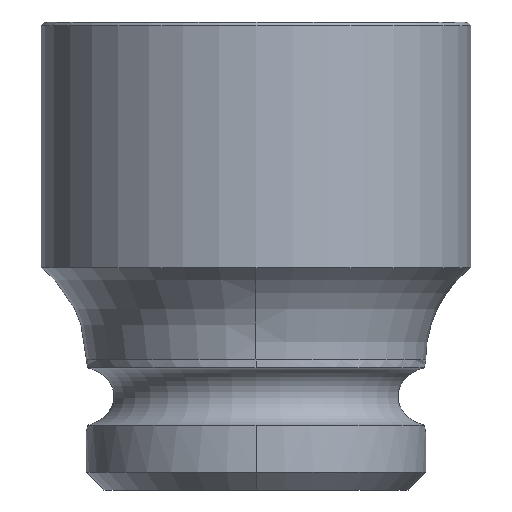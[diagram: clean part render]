
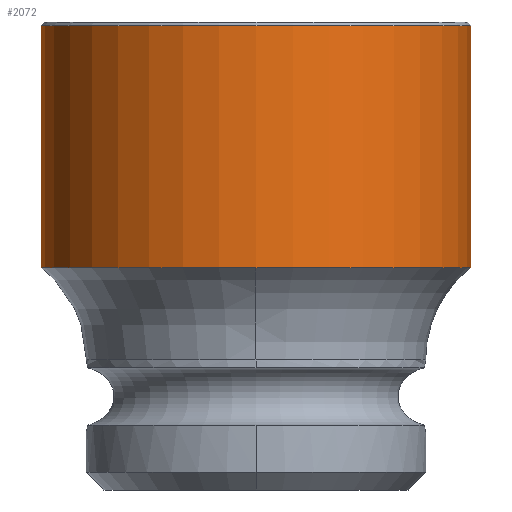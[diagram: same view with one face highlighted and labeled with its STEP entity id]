
A CAD part, left-side view. The second image highlights one B-rep face of the part: STEP entity #2072.
In plain terms, the highlighted cylindrical face has radius 18.35 mm (diameter 36.7 mm), a partial arc.
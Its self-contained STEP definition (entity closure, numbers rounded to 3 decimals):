
#430=DIRECTION('',(0.,0.,1.));
#431=VECTOR('',#430,20.7);
#432=CARTESIAN_POINT('',(0.,18.35,19.));
#433=LINE('',#432,#431);
#434=DIRECTION('',(0.,0.,1.));
#435=VECTOR('',#434,20.7);
#436=CARTESIAN_POINT('',(0.,-18.35,19.));
#437=LINE('',#436,#435);
#962=CARTESIAN_POINT('',(0.,0.,39.7));
#963=DIRECTION('',(0.,0.,1.));
#964=DIRECTION('',(0.,1.,0.));
#965=AXIS2_PLACEMENT_3D('',#962,#963,#964);
#967=CARTESIAN_POINT('',(0.,0.,19.));
#968=DIRECTION('',(0.,0.,1.));
#969=DIRECTION('',(-1.,0.,0.));
#970=AXIS2_PLACEMENT_3D('',#967,#968,#969);
#972=CARTESIAN_POINT('',(0.,0.,19.));
#973=DIRECTION('',(0.,0.,1.));
#974=DIRECTION('',(0.,1.,0.));
#975=AXIS2_PLACEMENT_3D('',#972,#973,#974);
#1076=CARTESIAN_POINT('',(0.,18.35,19.));
#1077=CARTESIAN_POINT('',(-18.35,0.,19.));
#1078=VERTEX_POINT('',#1076);
#1079=VERTEX_POINT('',#1077);
#1084=CARTESIAN_POINT('',(0.,-18.35,19.));
#1085=VERTEX_POINT('',#1084);
#1117=CARTESIAN_POINT('',(0.,-18.35,39.7));
#1118=CARTESIAN_POINT('',(0.,18.35,39.7));
#1119=VERTEX_POINT('',#1117);
#1120=VERTEX_POINT('',#1118);
#2060=CARTESIAN_POINT('',(0.,0.,17.95));
#2061=DIRECTION('',(0.,0.,1.));
#2062=DIRECTION('',(0.,1.,0.));
#2063=AXIS2_PLACEMENT_3D('',#2060,#2061,#2062);
#2064=CYLINDRICAL_SURFACE('',#2063,18.35);
#2065=ORIENTED_EDGE('',*,*,#2054,.T.);
#2066=ORIENTED_EDGE('',*,*,#1450,.F.);
#2067=ORIENTED_EDGE('',*,*,#1417,.F.);
#2068=ORIENTED_EDGE('',*,*,#1431,.F.);
#2069=ORIENTED_EDGE('',*,*,#1447,.T.);
#2070=EDGE_LOOP('',(#2065,#2066,#2067,#2068,#2069));
#2071=FACE_OUTER_BOUND('',#2070,.F.);
#2072=ADVANCED_FACE('',(#2071),#2064,.T.);
#966=CIRCLE('',#965,18.35);
#971=CIRCLE('',#970,18.35);
#976=CIRCLE('',#975,18.35);
#1417=EDGE_CURVE('',#1079,#1085,#971,.T.);
#1431=EDGE_CURVE('',#1078,#1079,#976,.T.);
#1447=EDGE_CURVE('',#1078,#1120,#433,.T.);
#1450=EDGE_CURVE('',#1085,#1119,#437,.T.);
#2054=EDGE_CURVE('',#1120,#1119,#966,.T.);
